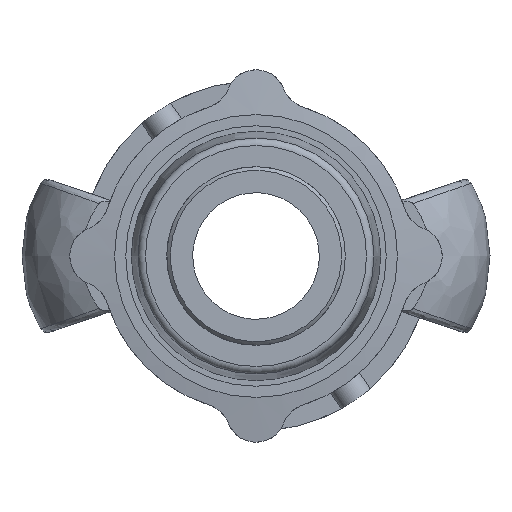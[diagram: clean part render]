
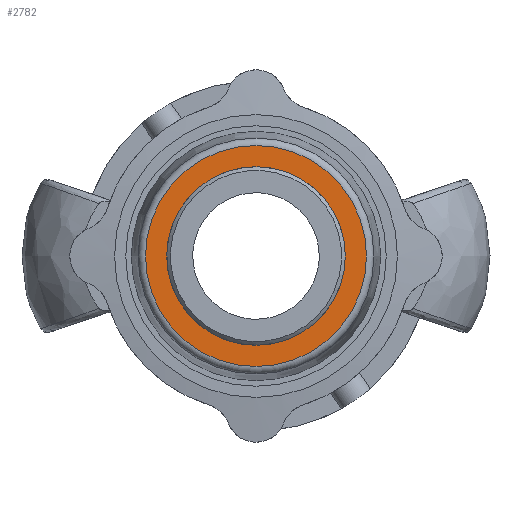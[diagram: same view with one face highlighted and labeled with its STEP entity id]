
A CAD part, left-side view. The second image highlights one B-rep face of the part: STEP entity #2782.
In plain terms, the highlighted planar face has unit normal (-1, 0, 0).
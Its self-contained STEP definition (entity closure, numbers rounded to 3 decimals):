
#131=FACE_BOUND('',#665,.T.);
#509=FACE_OUTER_BOUND('',#664,.T.);
#664=EDGE_LOOP('',(#1897,#1898));
#665=EDGE_LOOP('',(#1899,#1900));
#857=CIRCLE('',#3005,12.);
#858=CIRCLE('',#3006,12.);
#866=CIRCLE('',#3017,14.845);
#867=CIRCLE('',#3018,14.845);
#1070=VERTEX_POINT('',#4283);
#1071=VERTEX_POINT('',#4285);
#1079=VERTEX_POINT('',#4306);
#1080=VERTEX_POINT('',#4308);
#1385=EDGE_CURVE('',#1071,#1070,#857,.T.);
#1386=EDGE_CURVE('',#1070,#1071,#858,.T.);
#1396=EDGE_CURVE('',#1079,#1080,#866,.T.);
#1397=EDGE_CURVE('',#1080,#1079,#867,.T.);
#1897=ORIENTED_EDGE('',*,*,#1397,.F.);
#1898=ORIENTED_EDGE('',*,*,#1396,.F.);
#1899=ORIENTED_EDGE('',*,*,#1385,.T.);
#1900=ORIENTED_EDGE('',*,*,#1386,.T.);
#2565=PLANE('',#3023);
#2782=ADVANCED_FACE('',(#509,#131),#2565,.T.);
#3005=AXIS2_PLACEMENT_3D('',#4286,#3464,#3465);
#3006=AXIS2_PLACEMENT_3D('',#4287,#3466,#3467);
#3017=AXIS2_PLACEMENT_3D('',#4309,#3490,#3491);
#3018=AXIS2_PLACEMENT_3D('',#4310,#3492,#3493);
#3023=AXIS2_PLACEMENT_3D('',#4318,#3503,#3504);
#3464=DIRECTION('center_axis',(1.,0.,0.));
#3465=DIRECTION('ref_axis',(0.,1.,0.));
#3466=DIRECTION('center_axis',(1.,0.,0.));
#3467=DIRECTION('ref_axis',(0.,1.,0.));
#3490=DIRECTION('center_axis',(1.,0.,0.));
#3491=DIRECTION('ref_axis',(0.,-1.,0.));
#3492=DIRECTION('center_axis',(1.,0.,0.));
#3493=DIRECTION('ref_axis',(0.,-1.,0.));
#3503=DIRECTION('center_axis',(-1.,0.,0.));
#3504=DIRECTION('ref_axis',(0.,0.,1.));
#4283=CARTESIAN_POINT('',(0.,-11.985,0.));
#4285=CARTESIAN_POINT('',(0.,12.015,0.));
#4286=CARTESIAN_POINT('Origin',(0.,0.015,
0.));
#4287=CARTESIAN_POINT('Origin',(0.,0.015,
0.));
#4306=CARTESIAN_POINT('',(0.,0.015,14.845));
#4308=CARTESIAN_POINT('',(0.,14.86,0.));
#4309=CARTESIAN_POINT('Origin',(0.,0.015,
0.));
#4310=CARTESIAN_POINT('Origin',(0.,0.015,
0.));
#4318=CARTESIAN_POINT('Origin',(0.,13.89,0.));
